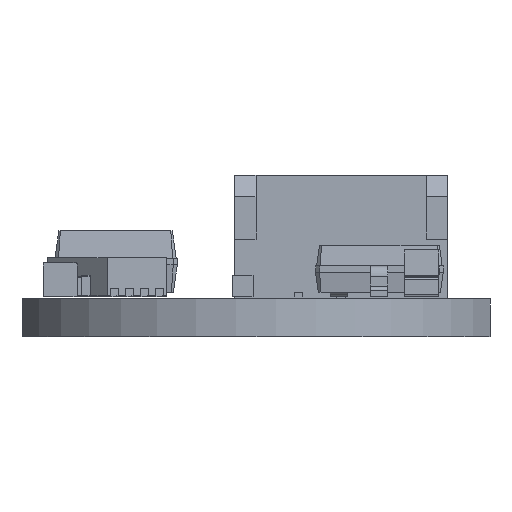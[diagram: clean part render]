
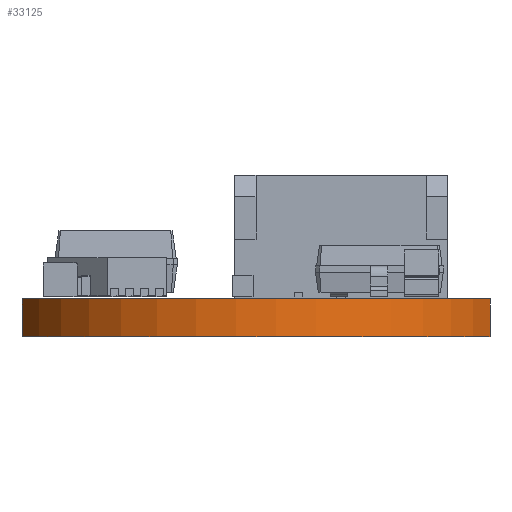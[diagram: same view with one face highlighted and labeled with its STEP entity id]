
A CAD part, left-side view. The second image highlights one B-rep face of the part: STEP entity #33125.
In plain terms, the highlighted cylindrical face has radius 5.843 mm (diameter 11.686 mm), a partial arc.
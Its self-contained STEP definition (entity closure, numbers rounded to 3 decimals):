
#32934 = PLANE('',#32935);
#32935 = AXIS2_PLACEMENT_3D('',#32936,#32937,#32938);
#32936 = CARTESIAN_POINT('',(13.,-5.5,0.));
#32937 = DIRECTION('',(0.,-1.,0.));
#32938 = DIRECTION('',(-1.,0.,0.));
#32959 = VERTEX_POINT('',#32960);
#32960 = CARTESIAN_POINT('',(-2.,-5.5,0.89));
#32974 = PLANE('',#32975);
#32975 = AXIS2_PLACEMENT_3D('',#32976,#32977,#32978);
#32976 = CARTESIAN_POINT('',(4.888,0.,0.89));
#32977 = DIRECTION('',(-0.,-0.,-1.));
#32978 = DIRECTION('',(-1.,0.,0.));
#32986 = EDGE_CURVE('',#32987,#32959,#32989,.T.);
#32987 = VERTEX_POINT('',#32988);
#32988 = CARTESIAN_POINT('',(-2.,-5.5,0.));
#32989 = SURFACE_CURVE('',#32990,(#32994,#33001),.PCURVE_S1.);
#32990 = LINE('',#32991,#32992);
#32991 = CARTESIAN_POINT('',(-2.,-5.5,0.));
#32992 = VECTOR('',#32993,1.);
#32993 = DIRECTION('',(0.,0.,1.));
#32994 = PCURVE('',#32934,#32995);
#32995 = DEFINITIONAL_REPRESENTATION('',(#32996),#33000);
#32996 = LINE('',#32997,#32998);
#32997 = CARTESIAN_POINT('',(15.,0.));
#32998 = VECTOR('',#32999,1.);
#32999 = DIRECTION('',(0.,-1.));
#33000 = ( GEOMETRIC_REPRESENTATION_CONTEXT(2) 
PARAMETRIC_REPRESENTATION_CONTEXT() REPRESENTATION_CONTEXT('2D SPACE',''
  ) );
#33001 = PCURVE('',#33002,#33007);
#33002 = CYLINDRICAL_SURFACE('',#33003,5.843);
#33003 = AXIS2_PLACEMENT_3D('',#33004,#33005,#33006);
#33004 = CARTESIAN_POINT('',(-0.027,-0.,0.));
#33005 = DIRECTION('',(-0.,-0.,-1.));
#33006 = DIRECTION('',(1.,0.,-0.));
#33007 = DEFINITIONAL_REPRESENTATION('',(#33008),#33012);
#33008 = LINE('',#33009,#33010);
#33009 = CARTESIAN_POINT('',(-4.368,0.));
#33010 = VECTOR('',#33011,1.);
#33011 = DIRECTION('',(-0.,-1.));
#33012 = ( GEOMETRIC_REPRESENTATION_CONTEXT(2) 
PARAMETRIC_REPRESENTATION_CONTEXT() REPRESENTATION_CONTEXT('2D SPACE',''
  ) );
#33028 = PLANE('',#33029);
#33029 = AXIS2_PLACEMENT_3D('',#33030,#33031,#33032);
#33030 = CARTESIAN_POINT('',(4.888,0.,0.));
#33031 = DIRECTION('',(-0.,-0.,-1.));
#33032 = DIRECTION('',(-1.,0.,0.));
#33125 = ADVANCED_FACE('',(#33126),#33002,.T.);
#33126 = FACE_BOUND('',#33127,.F.);
#33127 = EDGE_LOOP('',(#33128,#33158,#33184,#33185));
#33128 = ORIENTED_EDGE('',*,*,#33129,.T.);
#33129 = EDGE_CURVE('',#33130,#33132,#33134,.T.);
#33130 = VERTEX_POINT('',#33131);
#33131 = CARTESIAN_POINT('',(-2.,5.5,0.));
#33132 = VERTEX_POINT('',#33133);
#33133 = CARTESIAN_POINT('',(-2.,5.5,0.89));
#33134 = SURFACE_CURVE('',#33135,(#33139,#33146),.PCURVE_S1.);
#33135 = LINE('',#33136,#33137);
#33136 = CARTESIAN_POINT('',(-2.,5.5,0.));
#33137 = VECTOR('',#33138,1.);
#33138 = DIRECTION('',(0.,0.,1.));
#33139 = PCURVE('',#33002,#33140);
#33140 = DEFINITIONAL_REPRESENTATION('',(#33141),#33145);
#33141 = LINE('',#33142,#33143);
#33142 = CARTESIAN_POINT('',(-1.915,0.));
#33143 = VECTOR('',#33144,1.);
#33144 = DIRECTION('',(-0.,-1.));
#33145 = ( GEOMETRIC_REPRESENTATION_CONTEXT(2) 
PARAMETRIC_REPRESENTATION_CONTEXT() REPRESENTATION_CONTEXT('2D SPACE',''
  ) );
#33146 = PCURVE('',#33147,#33152);
#33147 = PLANE('',#33148);
#33148 = AXIS2_PLACEMENT_3D('',#33149,#33150,#33151);
#33149 = CARTESIAN_POINT('',(-2.,5.5,0.));
#33150 = DIRECTION('',(0.,1.,-0.));
#33151 = DIRECTION('',(1.,0.,0.));
#33152 = DEFINITIONAL_REPRESENTATION('',(#33153),#33157);
#33153 = LINE('',#33154,#33155);
#33154 = CARTESIAN_POINT('',(0.,0.));
#33155 = VECTOR('',#33156,1.);
#33156 = DIRECTION('',(0.,-1.));
#33157 = ( GEOMETRIC_REPRESENTATION_CONTEXT(2) 
PARAMETRIC_REPRESENTATION_CONTEXT() REPRESENTATION_CONTEXT('2D SPACE',''
  ) );
#33158 = ORIENTED_EDGE('',*,*,#33159,.T.);
#33159 = EDGE_CURVE('',#33132,#32959,#33160,.T.);
#33160 = SURFACE_CURVE('',#33161,(#33166,#33173),.PCURVE_S1.);
#33161 = CIRCLE('',#33162,5.843);
#33162 = AXIS2_PLACEMENT_3D('',#33163,#33164,#33165);
#33163 = CARTESIAN_POINT('',(-0.027,0.,0.89));
#33164 = DIRECTION('',(0.,0.,1.));
#33165 = DIRECTION('',(1.,0.,-0.));
#33166 = PCURVE('',#33002,#33167);
#33167 = DEFINITIONAL_REPRESENTATION('',(#33168),#33172);
#33168 = LINE('',#33169,#33170);
#33169 = CARTESIAN_POINT('',(-0.,-0.89));
#33170 = VECTOR('',#33171,1.);
#33171 = DIRECTION('',(-1.,0.));
#33172 = ( GEOMETRIC_REPRESENTATION_CONTEXT(2) 
PARAMETRIC_REPRESENTATION_CONTEXT() REPRESENTATION_CONTEXT('2D SPACE',''
  ) );
#33173 = PCURVE('',#32974,#33174);
#33174 = DEFINITIONAL_REPRESENTATION('',(#33175),#33183);
#33175 = ( BOUNDED_CURVE() B_SPLINE_CURVE(2,(#33176,#33177,#33178,#33179
    ,#33180,#33181,#33182),.UNSPECIFIED.,.T.,.F.) 
B_SPLINE_CURVE_WITH_KNOTS((1,2,2,2,2,1),(-2.094,0.,
    2.094,4.189,6.283,8.378),
.UNSPECIFIED.) CURVE() GEOMETRIC_REPRESENTATION_ITEM() 
RATIONAL_B_SPLINE_CURVE((1.,0.5,1.,0.5,1.,0.5,1.)) REPRESENTATION_ITEM(
  '') );
#33176 = CARTESIAN_POINT('',(-0.927,0.));
#33177 = CARTESIAN_POINT('',(-0.927,10.121));
#33178 = CARTESIAN_POINT('',(7.837,5.06));
#33179 = CARTESIAN_POINT('',(16.602,0.));
#33180 = CARTESIAN_POINT('',(7.837,-5.06));
#33181 = CARTESIAN_POINT('',(-0.927,-10.121));
#33182 = CARTESIAN_POINT('',(-0.927,0.));
#33183 = ( GEOMETRIC_REPRESENTATION_CONTEXT(2) 
PARAMETRIC_REPRESENTATION_CONTEXT() REPRESENTATION_CONTEXT('2D SPACE',''
  ) );
#33184 = ORIENTED_EDGE('',*,*,#32986,.F.);
#33185 = ORIENTED_EDGE('',*,*,#33186,.F.);
#33186 = EDGE_CURVE('',#33130,#32987,#33187,.T.);
#33187 = SURFACE_CURVE('',#33188,(#33193,#33200),.PCURVE_S1.);
#33188 = CIRCLE('',#33189,5.843);
#33189 = AXIS2_PLACEMENT_3D('',#33190,#33191,#33192);
#33190 = CARTESIAN_POINT('',(-0.027,-0.,0.));
#33191 = DIRECTION('',(0.,0.,1.));
#33192 = DIRECTION('',(1.,0.,-0.));
#33193 = PCURVE('',#33002,#33194);
#33194 = DEFINITIONAL_REPRESENTATION('',(#33195),#33199);
#33195 = LINE('',#33196,#33197);
#33196 = CARTESIAN_POINT('',(-0.,0.));
#33197 = VECTOR('',#33198,1.);
#33198 = DIRECTION('',(-1.,0.));
#33199 = ( GEOMETRIC_REPRESENTATION_CONTEXT(2) 
PARAMETRIC_REPRESENTATION_CONTEXT() REPRESENTATION_CONTEXT('2D SPACE',''
  ) );
#33200 = PCURVE('',#33028,#33201);
#33201 = DEFINITIONAL_REPRESENTATION('',(#33202),#33210);
#33202 = ( BOUNDED_CURVE() B_SPLINE_CURVE(2,(#33203,#33204,#33205,#33206
    ,#33207,#33208,#33209),.UNSPECIFIED.,.T.,.F.) 
B_SPLINE_CURVE_WITH_KNOTS((1,2,2,2,2,1),(-2.094,0.,
    2.094,4.189,6.283,8.378),
.UNSPECIFIED.) CURVE() GEOMETRIC_REPRESENTATION_ITEM() 
RATIONAL_B_SPLINE_CURVE((1.,0.5,1.,0.5,1.,0.5,1.)) REPRESENTATION_ITEM(
  '') );
#33203 = CARTESIAN_POINT('',(-0.927,0.));
#33204 = CARTESIAN_POINT('',(-0.927,10.121));
#33205 = CARTESIAN_POINT('',(7.837,5.06));
#33206 = CARTESIAN_POINT('',(16.602,0.));
#33207 = CARTESIAN_POINT('',(7.837,-5.06));
#33208 = CARTESIAN_POINT('',(-0.927,-10.121));
#33209 = CARTESIAN_POINT('',(-0.927,0.));
#33210 = ( GEOMETRIC_REPRESENTATION_CONTEXT(2) 
PARAMETRIC_REPRESENTATION_CONTEXT() REPRESENTATION_CONTEXT('2D SPACE',''
  ) );
